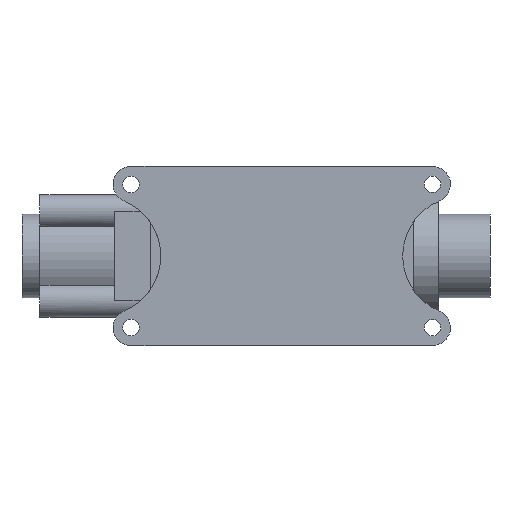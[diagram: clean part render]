
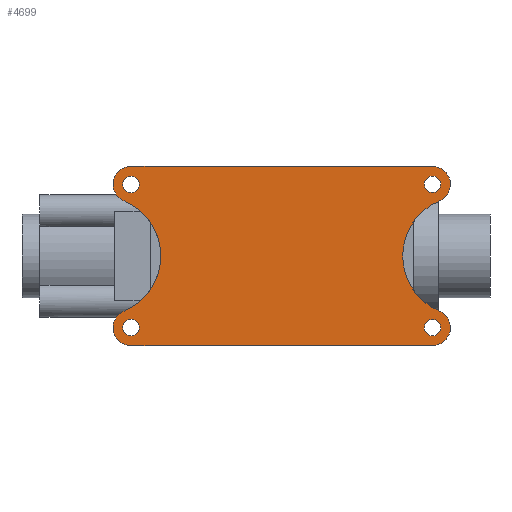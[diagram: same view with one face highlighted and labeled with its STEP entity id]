
A CAD part, front view. The second image highlights one B-rep face of the part: STEP entity #4699.
In plain terms, the highlighted planar face has unit normal (0, -1, 0).
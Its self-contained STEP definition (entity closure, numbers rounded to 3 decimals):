
#66 = VECTOR ( 'NONE', #3542, 1000. ) ;
#74 = CARTESIAN_POINT ( 'NONE',  ( 141., -40., 48. ) ) ;
#101 = EDGE_CURVE ( 'NONE', #628, #4428, #4146, .T. ) ;
#121 = VERTEX_POINT ( 'NONE', #3681 ) ;
#135 = AXIS2_PLACEMENT_3D ( 'NONE', #4492, #4214, #1229 ) ;
#168 = VERTEX_POINT ( 'NONE', #2392 ) ;
#186 = DIRECTION ( 'NONE',  ( 0., 0., 1. ) ) ;
#200 = PLANE ( 'NONE',  #3712 ) ;
#205 = VERTEX_POINT ( 'NONE', #4159 ) ;
#242 = VERTEX_POINT ( 'NONE', #508 ) ;
#243 = DIRECTION ( 'NONE',  ( 0., 1., 0. ) ) ;
#248 = FACE_BOUND ( 'NONE', #3615, .T. ) ;
#287 = CIRCLE ( 'NONE', #2323, 12. ) ;
#289 = CIRCLE ( 'NONE', #885, 12. ) ;
#319 = CARTESIAN_POINT ( 'NONE',  ( -61., -40., 60. ) ) ;
#350 = ORIENTED_EDGE ( 'NONE', *, *, #2703, .T. ) ;
#425 = AXIS2_PLACEMENT_3D ( 'NONE', #2764, #2406, #3113 ) ;
#457 = CARTESIAN_POINT ( 'NONE',  ( 141., -40., 48. ) ) ;
#508 = CARTESIAN_POINT ( 'NONE',  ( -61., -40., -42.5 ) ) ;
#603 = CARTESIAN_POINT ( 'NONE',  ( -61., -40., -48. ) ) ;
#628 = VERTEX_POINT ( 'NONE', #883 ) ;
#634 = DIRECTION ( 'NONE',  ( 0., 1., 0. ) ) ;
#694 = CIRCLE ( 'NONE', #3108, 5.5 ) ;
#696 = CARTESIAN_POINT ( 'NONE',  ( 145.615, -40., -36.923 ) ) ;
#839 = CARTESIAN_POINT ( 'NONE',  ( -61., -40., -60. ) ) ;
#883 = CARTESIAN_POINT ( 'NONE',  ( 141., -40., 42.5 ) ) ;
#885 = AXIS2_PLACEMENT_3D ( 'NONE', #1385, #1785, #3937 ) ;
#888 = CARTESIAN_POINT ( 'NONE',  ( -61., -40., -48. ) ) ;
#931 = DIRECTION ( 'NONE',  ( 0., 0., 1. ) ) ;
#991 = CARTESIAN_POINT ( 'NONE',  ( -61., -40., 42.5 ) ) ;
#1030 = EDGE_CURVE ( 'NONE', #1304, #121, #2800, .T. ) ;
#1033 = EDGE_CURVE ( 'NONE', #2428, #1304, #1576, .T. ) ;
#1046 = ORIENTED_EDGE ( 'NONE', *, *, #3650, .T. ) ;
#1064 = DIRECTION ( 'NONE',  ( 0., 0., 1. ) ) ;
#1134 = CARTESIAN_POINT ( 'NONE',  ( 145.615, -40., 36.923 ) ) ;
#1229 = DIRECTION ( 'NONE',  ( 0., 0., 1. ) ) ;
#1239 = CARTESIAN_POINT ( 'NONE',  ( 141., -40., -48. ) ) ;
#1265 = VERTEX_POINT ( 'NONE', #2165 ) ;
#1290 = AXIS2_PLACEMENT_3D ( 'NONE', #4352, #634, #1064 ) ;
#1304 = VERTEX_POINT ( 'NONE', #696 ) ;
#1380 = ORIENTED_EDGE ( 'NONE', *, *, #101, .T. ) ;
#1385 = CARTESIAN_POINT ( 'NONE',  ( 141., -40., 48. ) ) ;
#1394 = LINE ( 'NONE', #319, #3696 ) ;
#1530 = DIRECTION ( 'NONE',  ( 0., 1., 0. ) ) ;
#1576 = CIRCLE ( 'NONE', #3252, 40. ) ;
#1600 = EDGE_CURVE ( 'NONE', #2519, #4243, #287, .T. ) ;
#1602 = EDGE_CURVE ( 'NONE', #4243, #1265, #3081, .T. ) ;
#1639 = EDGE_LOOP ( 'NONE', ( #4422, #2907, #2948, #4515, #4566, #3141, #3593, #3606 ) ) ;
#1654 = CIRCLE ( 'NONE', #135, 5.5 ) ;
#1785 = DIRECTION ( 'NONE',  ( 0., 1., 0. ) ) ;
#1837 = EDGE_CURVE ( 'NONE', #2726, #3548, #2107, .T. ) ;
#1946 = AXIS2_PLACEMENT_3D ( 'NONE', #3238, #3901, #3563 ) ;
#1980 = CARTESIAN_POINT ( 'NONE',  ( 141., -40., 48. ) ) ;
#2028 = EDGE_LOOP ( 'NONE', ( #1380, #2595 ) ) ;
#2057 = FACE_BOUND ( 'NONE', #2923, .T. ) ;
#2089 = AXIS2_PLACEMENT_3D ( 'NONE', #74, #1530, #2970 ) ;
#2103 = DIRECTION ( 'NONE',  ( 0., 0., 1. ) ) ;
#2107 = CIRCLE ( 'NONE', #4618, 5.5 ) ;
#2125 = EDGE_CURVE ( 'NONE', #2639, #2152, #1394, .T. ) ;
#2128 = DIRECTION ( 'NONE',  ( 0., 1., 0. ) ) ;
#2130 = CIRCLE ( 'NONE', #4274, 5.5 ) ;
#2152 = VERTEX_POINT ( 'NONE', #3210 ) ;
#2165 = CARTESIAN_POINT ( 'NONE',  ( -65.615, -40., 36.923 ) ) ;
#2234 = EDGE_CURVE ( 'NONE', #2152, #2428, #289, .T. ) ;
#2250 = AXIS2_PLACEMENT_3D ( 'NONE', #1239, #3062, #3815 ) ;
#2284 = DIRECTION ( 'NONE',  ( 0., 1., 0. ) ) ;
#2323 = AXIS2_PLACEMENT_3D ( 'NONE', #603, #243, #931 ) ;
#2343 = DIRECTION ( 'NONE',  ( 0., 1., 0. ) ) ;
#2392 = CARTESIAN_POINT ( 'NONE',  ( 141., -40., -53.5 ) ) ;
#2406 = DIRECTION ( 'NONE',  ( 0., -1., 0. ) ) ;
#2413 = FACE_OUTER_BOUND ( 'NONE', #1639, .T. ) ;
#2428 = VERTEX_POINT ( 'NONE', #1134 ) ;
#2492 = ORIENTED_EDGE ( 'NONE', *, *, #1837, .T. ) ;
#2519 = VERTEX_POINT ( 'NONE', #839 ) ;
#2524 = CARTESIAN_POINT ( 'NONE',  ( 141., -40., 53.5 ) ) ;
#2595 = ORIENTED_EDGE ( 'NONE', *, *, #3260, .T. ) ;
#2639 = VERTEX_POINT ( 'NONE', #4363 ) ;
#2694 = DIRECTION ( 'NONE',  ( 0., 1., 0. ) ) ;
#2703 = EDGE_CURVE ( 'NONE', #205, #242, #1654, .T. ) ;
#2711 = DIRECTION ( 'NONE',  ( 0., -1., 0. ) ) ;
#2726 = VERTEX_POINT ( 'NONE', #4119 ) ;
#2735 = CIRCLE ( 'NONE', #3333, 5.5 ) ;
#2740 = DIRECTION ( 'NONE',  ( 0., 0., -1. ) ) ;
#2764 = CARTESIAN_POINT ( 'NONE',  ( -81., -40., 0. ) ) ;
#2780 = VERTEX_POINT ( 'NONE', #4165 ) ;
#2800 = CIRCLE ( 'NONE', #2250, 12. ) ;
#2816 = DIRECTION ( 'NONE',  ( 1., 0., 0. ) ) ;
#2907 = ORIENTED_EDGE ( 'NONE', *, *, #2125, .F. ) ;
#2923 = EDGE_LOOP ( 'NONE', ( #4595, #3829 ) ) ;
#2948 = ORIENTED_EDGE ( 'NONE', *, *, #2976, .F. ) ;
#2970 = DIRECTION ( 'NONE',  ( 0., 0., 1. ) ) ;
#2976 = EDGE_CURVE ( 'NONE', #1265, #2639, #4018, .T. ) ;
#3062 = DIRECTION ( 'NONE',  ( 0., 1., 0. ) ) ;
#3081 = CIRCLE ( 'NONE', #425, 40. ) ;
#3108 = AXIS2_PLACEMENT_3D ( 'NONE', #457, #2284, #3664 ) ;
#3113 = DIRECTION ( 'NONE',  ( 0., 0., 1. ) ) ;
#3141 = ORIENTED_EDGE ( 'NONE', *, *, #3555, .F. ) ;
#3144 = FACE_BOUND ( 'NONE', #2028, .T. ) ;
#3161 = EDGE_LOOP ( 'NONE', ( #350, #3766 ) ) ;
#3169 = CARTESIAN_POINT ( 'NONE',  ( -61., -40., -60. ) ) ;
#3210 = CARTESIAN_POINT ( 'NONE',  ( 141., -40., 60. ) ) ;
#3235 = EDGE_CURVE ( 'NONE', #2780, #168, #4568, .T. ) ;
#3238 = CARTESIAN_POINT ( 'NONE',  ( -61., -40., 48. ) ) ;
#3243 = LINE ( 'NONE', #3169, #66 ) ;
#3252 = AXIS2_PLACEMENT_3D ( 'NONE', #4553, #2711, #2740 ) ;
#3260 = EDGE_CURVE ( 'NONE', #4428, #628, #694, .T. ) ;
#3333 = AXIS2_PLACEMENT_3D ( 'NONE', #888, #3411, #4561 ) ;
#3411 = DIRECTION ( 'NONE',  ( 0., 1., 0. ) ) ;
#3413 = EDGE_CURVE ( 'NONE', #242, #205, #2735, .T. ) ;
#3414 = CIRCLE ( 'NONE', #1290, 5.5 ) ;
#3425 = CARTESIAN_POINT ( 'NONE',  ( -65.615, -40., -36.923 ) ) ;
#3542 = DIRECTION ( 'NONE',  ( -1., 0., 0. ) ) ;
#3548 = VERTEX_POINT ( 'NONE', #991 ) ;
#3555 = EDGE_CURVE ( 'NONE', #121, #2519, #3243, .T. ) ;
#3563 = DIRECTION ( 'NONE',  ( 0., 0., -1. ) ) ;
#3593 = ORIENTED_EDGE ( 'NONE', *, *, #1030, .F. ) ;
#3606 = ORIENTED_EDGE ( 'NONE', *, *, #1033, .F. ) ;
#3615 = EDGE_LOOP ( 'NONE', ( #1046, #2492 ) ) ;
#3650 = EDGE_CURVE ( 'NONE', #3548, #2726, #3414, .T. ) ;
#3664 = DIRECTION ( 'NONE',  ( 0., 0., 1. ) ) ;
#3681 = CARTESIAN_POINT ( 'NONE',  ( 141., -40., -60. ) ) ;
#3687 = CARTESIAN_POINT ( 'NONE',  ( -61., -40., 48. ) ) ;
#3696 = VECTOR ( 'NONE', #2816, 1000. ) ;
#3712 = AXIS2_PLACEMENT_3D ( 'NONE', #1980, #2694, #3770 ) ;
#3766 = ORIENTED_EDGE ( 'NONE', *, *, #3413, .T. ) ;
#3770 = DIRECTION ( 'NONE',  ( 0., 0., 1. ) ) ;
#3815 = DIRECTION ( 'NONE',  ( 0., 0., -1. ) ) ;
#3824 = CARTESIAN_POINT ( 'NONE',  ( 141., -40., -48. ) ) ;
#3829 = ORIENTED_EDGE ( 'NONE', *, *, #3235, .T. ) ;
#3879 = FACE_BOUND ( 'NONE', #3161, .T. ) ;
#3901 = DIRECTION ( 'NONE',  ( 0., 1., 0. ) ) ;
#3937 = DIRECTION ( 'NONE',  ( 0., 0., 1. ) ) ;
#3976 = EDGE_CURVE ( 'NONE', #168, #2780, #2130, .T. ) ;
#4018 = CIRCLE ( 'NONE', #1946, 12. ) ;
#4119 = CARTESIAN_POINT ( 'NONE',  ( -61., -40., 53.5 ) ) ;
#4146 = CIRCLE ( 'NONE', #2089, 5.5 ) ;
#4159 = CARTESIAN_POINT ( 'NONE',  ( -61., -40., -53.5 ) ) ;
#4165 = CARTESIAN_POINT ( 'NONE',  ( 141., -40., -42.5 ) ) ;
#4189 = AXIS2_PLACEMENT_3D ( 'NONE', #3824, #4575, #4457 ) ;
#4214 = DIRECTION ( 'NONE',  ( 0., 1., 0. ) ) ;
#4243 = VERTEX_POINT ( 'NONE', #3425 ) ;
#4274 = AXIS2_PLACEMENT_3D ( 'NONE', #4304, #2128, #2103 ) ;
#4304 = CARTESIAN_POINT ( 'NONE',  ( 141., -40., -48. ) ) ;
#4352 = CARTESIAN_POINT ( 'NONE',  ( -61., -40., 48. ) ) ;
#4363 = CARTESIAN_POINT ( 'NONE',  ( -61., -40., 60. ) ) ;
#4422 = ORIENTED_EDGE ( 'NONE', *, *, #2234, .F. ) ;
#4428 = VERTEX_POINT ( 'NONE', #2524 ) ;
#4457 = DIRECTION ( 'NONE',  ( 0., 0., 1. ) ) ;
#4492 = CARTESIAN_POINT ( 'NONE',  ( -61., -40., -48. ) ) ;
#4515 = ORIENTED_EDGE ( 'NONE', *, *, #1602, .F. ) ;
#4553 = CARTESIAN_POINT ( 'NONE',  ( 161., -40., 0. ) ) ;
#4561 = DIRECTION ( 'NONE',  ( 0., 0., 1. ) ) ;
#4566 = ORIENTED_EDGE ( 'NONE', *, *, #1600, .F. ) ;
#4568 = CIRCLE ( 'NONE', #4189, 5.5 ) ;
#4575 = DIRECTION ( 'NONE',  ( 0., 1., 0. ) ) ;
#4595 = ORIENTED_EDGE ( 'NONE', *, *, #3976, .T. ) ;
#4618 = AXIS2_PLACEMENT_3D ( 'NONE', #3687, #2343, #186 ) ;
#4699 = ADVANCED_FACE ( 'NONE', ( #2413, #3879, #2057, #248, #3144 ), #200, .F. ) ;
